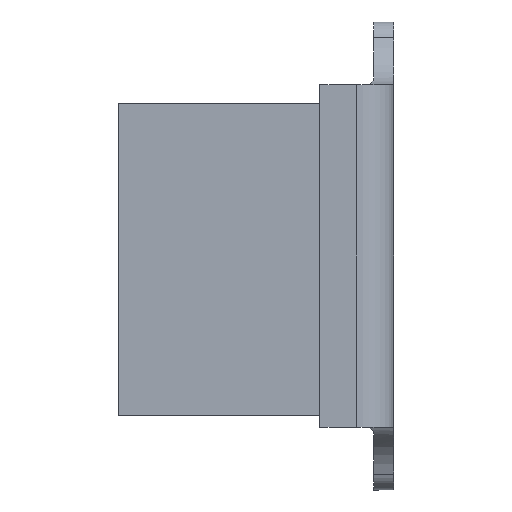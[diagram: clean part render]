
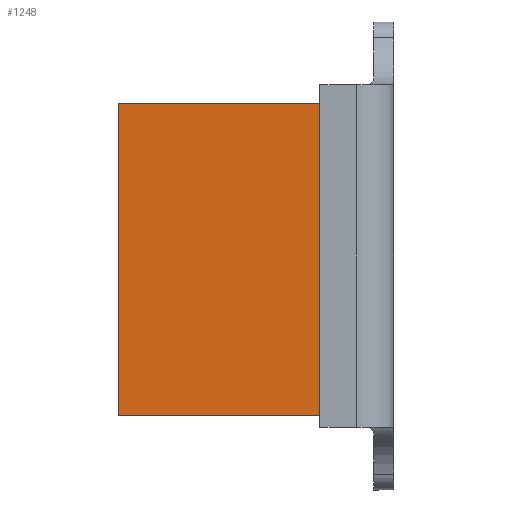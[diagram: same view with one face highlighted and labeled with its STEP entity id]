
A CAD part, left-side view. The second image highlights one B-rep face of the part: STEP entity #1248.
In plain terms, the highlighted planar face has unit normal (-1, 0, 0).
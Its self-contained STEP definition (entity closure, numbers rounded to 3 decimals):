
#74 = VERTEX_POINT ( 'NONE', #1033 ) ;
#189 = AXIS2_PLACEMENT_3D ( 'NONE', #1103, #238, #985 ) ;
#231 = FACE_OUTER_BOUND ( 'NONE', #1543, .T. ) ;
#238 = DIRECTION ( 'NONE',  ( 1., 0., 0. ) ) ;
#242 = LINE ( 'NONE', #1345, #864 ) ;
#365 = VECTOR ( 'NONE', #1545, 1000. ) ;
#389 = LINE ( 'NONE', #765, #1330 ) ;
#437 = EDGE_CURVE ( 'NONE', #850, #74, #242, .T. ) ;
#547 = ORIENTED_EDGE ( 'NONE', *, *, #437, .T. ) ;
#668 = EDGE_CURVE ( 'NONE', #1141, #74, #1050, .T. ) ;
#673 = DIRECTION ( 'NONE',  ( 0., -1., 0. ) ) ;
#675 = VERTEX_POINT ( 'NONE', #1403 ) ;
#745 = ORIENTED_EDGE ( 'NONE', *, *, #1526, .F. ) ;
#765 = CARTESIAN_POINT ( 'NONE',  ( -69., 38., -46.5 ) ) ;
#815 = VECTOR ( 'NONE', #1158, 1000. ) ;
#850 = VERTEX_POINT ( 'NONE', #1575 ) ;
#864 = VECTOR ( 'NONE', #966, 1000. ) ;
#917 = ORIENTED_EDGE ( 'NONE', *, *, #668, .F. ) ;
#922 = ORIENTED_EDGE ( 'NONE', *, *, #1462, .T. ) ;
#966 = DIRECTION ( 'NONE',  ( 0., 0., 1. ) ) ;
#985 = DIRECTION ( 'NONE',  ( 0., 0., -1. ) ) ;
#1033 = CARTESIAN_POINT ( 'NONE',  ( -69., 0., 0. ) ) ;
#1050 = LINE ( 'NONE', #1176, #815 ) ;
#1063 = LINE ( 'NONE', #1446, #365 ) ;
#1103 = CARTESIAN_POINT ( 'NONE',  ( -69., 38., 0. ) ) ;
#1141 = VERTEX_POINT ( 'NONE', #1461 ) ;
#1158 = DIRECTION ( 'NONE',  ( 0., -1., 0. ) ) ;
#1176 = CARTESIAN_POINT ( 'NONE',  ( -69., 38., 0. ) ) ;
#1223 = PLANE ( 'NONE',  #189 ) ;
#1248 = ADVANCED_FACE ( 'NONE', ( #231 ), #1223, .F. ) ;
#1330 = VECTOR ( 'NONE', #673, 1000. ) ;
#1345 = CARTESIAN_POINT ( 'NONE',  ( -69., 0., 0. ) ) ;
#1403 = CARTESIAN_POINT ( 'NONE',  ( -69., 38., -46.5 ) ) ;
#1446 = CARTESIAN_POINT ( 'NONE',  ( -69., 38., 0. ) ) ;
#1461 = CARTESIAN_POINT ( 'NONE',  ( -69., 38., 0. ) ) ;
#1462 = EDGE_CURVE ( 'NONE', #675, #850, #389, .T. ) ;
#1526 = EDGE_CURVE ( 'NONE', #675, #1141, #1063, .T. ) ;
#1543 = EDGE_LOOP ( 'NONE', ( #547, #917, #745, #922 ) ) ;
#1545 = DIRECTION ( 'NONE',  ( 0., 0., 1. ) ) ;
#1575 = CARTESIAN_POINT ( 'NONE',  ( -69., 0., -46.5 ) ) ;
